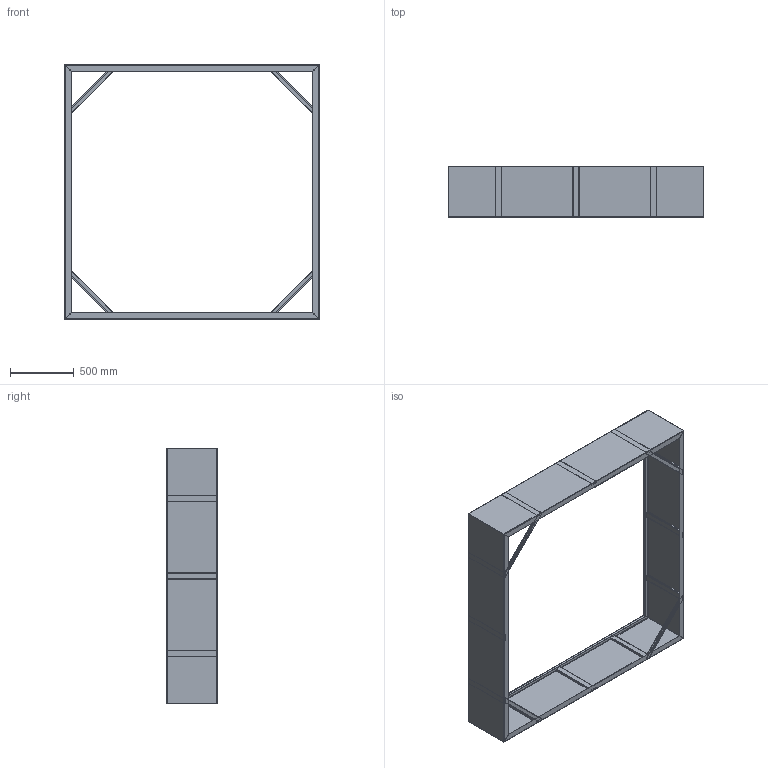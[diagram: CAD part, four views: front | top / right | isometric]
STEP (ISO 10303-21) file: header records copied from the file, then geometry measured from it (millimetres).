
FILE_DESCRIPTION (( 'STEP AP203' ), '1' );
FILE_NAME ('CAW1.3.step', '2021-09-14T09:07:17', ( '' ), ( '' ), 'SwSTEP 2.0', 'SolidWorks 2021', '' );
FILE_SCHEMA (( 'CONFIG_CONTROL_DESIGN' ));
Length unit declared in the file: millimetre
Products named in the file (4): CAW1.3  wall 1; CAW1.3 Reinforcement; CAW1.3 Reinforcement corner; CAW1.3
Assembly tree (22 placements, depth 2):
  CAW1.3
    CAW1.3  wall 1  x4
    CAW1.3 Reinforcement  x14
    CAW1.3 Reinforcement corner  x4
Bounding box: 2000 x 400 x 2000 mm (x, y, z)
Volume: 9230084.2 mm3; surface area: 9304978.5 mm2
Topology: 22 solids, 22 shells, 596 faces, 1272 edges, 720 vertices
Faces by surface type: plane 460, cylinder 96, bspline 40
Entity records: 3394 total; most frequent: CARTESIAN_POINT 717, DIRECTION 364, ORIENTED_EDGE 356, EDGE_CURVE 178, LINE 150, VECTOR 150, AXIS2_PLACEMENT_3D 107, VERTEX_POINT 100
